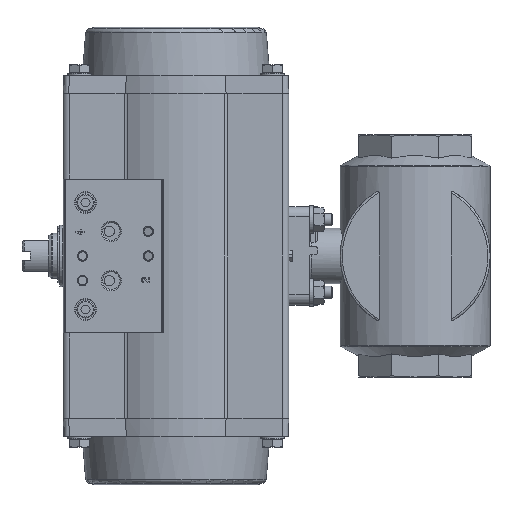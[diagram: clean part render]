
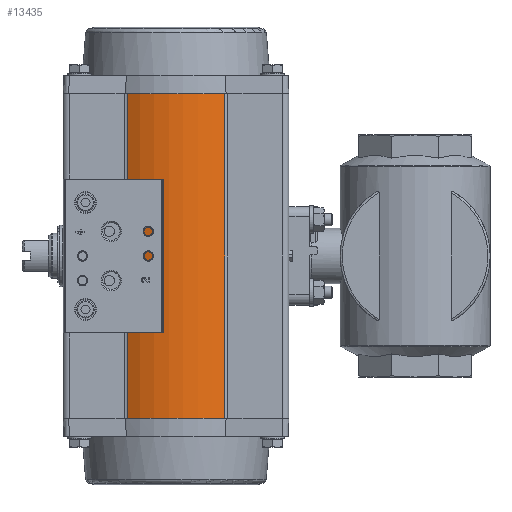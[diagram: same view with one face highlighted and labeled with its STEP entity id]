
A CAD part, left-side view. The second image highlights one B-rep face of the part: STEP entity #13435.
In plain terms, the highlighted cylindrical face has radius 46 mm (diameter 92 mm), a partial arc.
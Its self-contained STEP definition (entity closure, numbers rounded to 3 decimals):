
#1742=LINE('',#22506,#2563);
#1743=LINE('',#22510,#2564);
#2563=VECTOR('',#17543,1000.);
#2564=VECTOR('',#17550,1000.);
#4704=ORIENTED_EDGE('',*,*,#7742,.T.);
#4705=ORIENTED_EDGE('',*,*,#7741,.F.);
#4706=ORIENTED_EDGE('',*,*,#7743,.F.);
#4707=ORIENTED_EDGE('',*,*,#7744,.T.);
#7741=EDGE_CURVE('',#8990,#8958,#1742,.T.);
#7742=EDGE_CURVE('',#8954,#8958,#10221,.T.);
#7743=EDGE_CURVE('',#8985,#8990,#10222,.T.);
#7744=EDGE_CURVE('',#8985,#8954,#1743,.T.);
#8954=VERTEX_POINT('',#21223);
#8958=VERTEX_POINT('',#21231);
#8985=VERTEX_POINT('',#21322);
#8990=VERTEX_POINT('',#21332);
#10221=CIRCLE('',#14764,46.);
#10222=CIRCLE('',#14765,46.);
#11044=EDGE_LOOP('',(#4704,#4705,#4706,#4707));
#12185=FACE_BOUND('',#11044,.T.);
#12961=CYLINDRICAL_SURFACE('',#14763,46.);
#13435=ADVANCED_FACE('',(#12185),#12961,.T.);
#14763=AXIS2_PLACEMENT_3D('',#22507,#17544,#17545);
#14764=AXIS2_PLACEMENT_3D('',#22508,#17546,#17547);
#14765=AXIS2_PLACEMENT_3D('',#22509,#17548,#17549);
#17543=DIRECTION('',(0.,0.,-1.));
#17544=DIRECTION('',(0.,0.,-1.));
#17545=DIRECTION('',(-1.,0.,0.));
#17546=DIRECTION('',(0.,0.,1.));
#17547=DIRECTION('',(1.,0.,0.));
#17548=DIRECTION('',(0.,0.,1.));
#17549=DIRECTION('',(1.,0.,0.));
#17550=DIRECTION('',(0.,0.,-1.));
#21223=CARTESIAN_POINT('',(39.429,-23.694,-79.15));
#21231=CARTESIAN_POINT('',(39.429,23.694,-79.15));
#21322=CARTESIAN_POINT('',(39.429,-23.694,79.15));
#21332=CARTESIAN_POINT('',(39.429,23.694,79.15));
#22506=CARTESIAN_POINT('',(39.429,23.694,79.15));
#22507=CARTESIAN_POINT('',(0.,0.,
79.15));
#22508=CARTESIAN_POINT('',(0.,0.,
-79.15));
#22509=CARTESIAN_POINT('',(0.,0.,
79.15));
#22510=CARTESIAN_POINT('',(39.429,-23.694,79.15));
